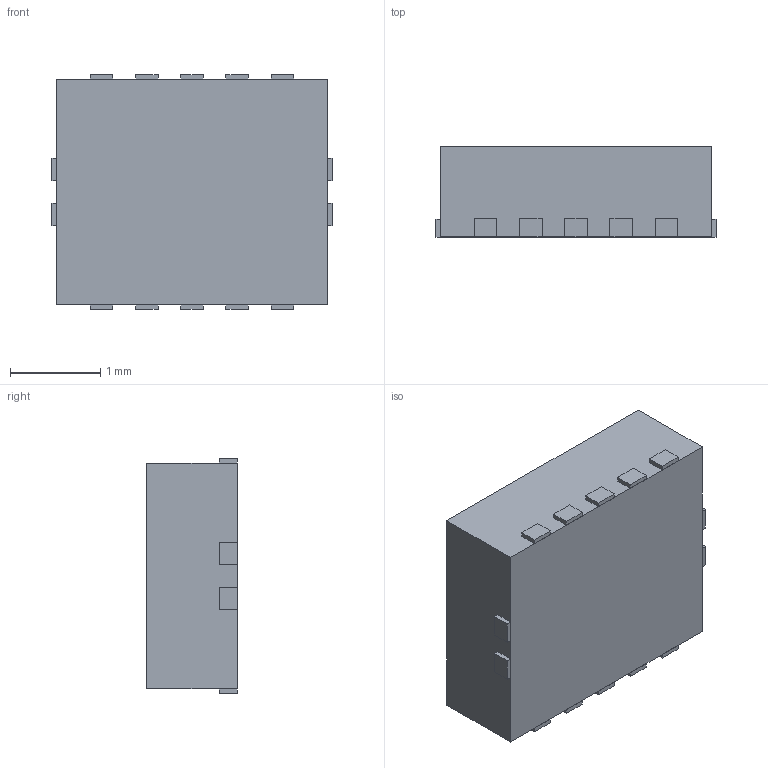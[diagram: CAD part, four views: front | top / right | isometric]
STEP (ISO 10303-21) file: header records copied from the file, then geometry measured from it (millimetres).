
FILE_DESCRIPTION(/* description */ (''),/* implementation_level */ '2;1');
FILE_NAME(/* name */ 'DHVQFN14_(SOT762-1).step',/* time_stamp */ '2019-09-30T22:01:09+01:00',/* author */ (''),/* organization */ (''),/* preprocessor_version */ 'ST-DEVELOPER v18',/* originating_system */ 'Autodesk Translation Framework v8.6.0.1094',/* authorisation */ '');
FILE_SCHEMA (('AUTOMOTIVE_DESIGN { 1 0 10303 214 3 1 1 }'));
Length unit declared in the file: millimetre
Products named in the file (1): DHVQFN14_(SOT762-1)
Bounding box: 3.1 x 1 x 2.6 mm (x, y, z)
Volume: 7.5 mm3; surface area: 28.1 mm2
Topology: 15 solids, 15 shells, 92 faces, 183 edges, 122 vertices
Faces by surface type: plane 91, cylinder 1
Full cylindrical faces by diameter (mm): 0.2 x1
Entity records: 2362 total; most frequent: CARTESIAN_POINT 398, DIRECTION 371, ORIENTED_EDGE 366, EDGE_CURVE 183, LINE 181, VECTOR 181, VERTEX_POINT 122, AXIS2_PLACEMENT_3D 95
